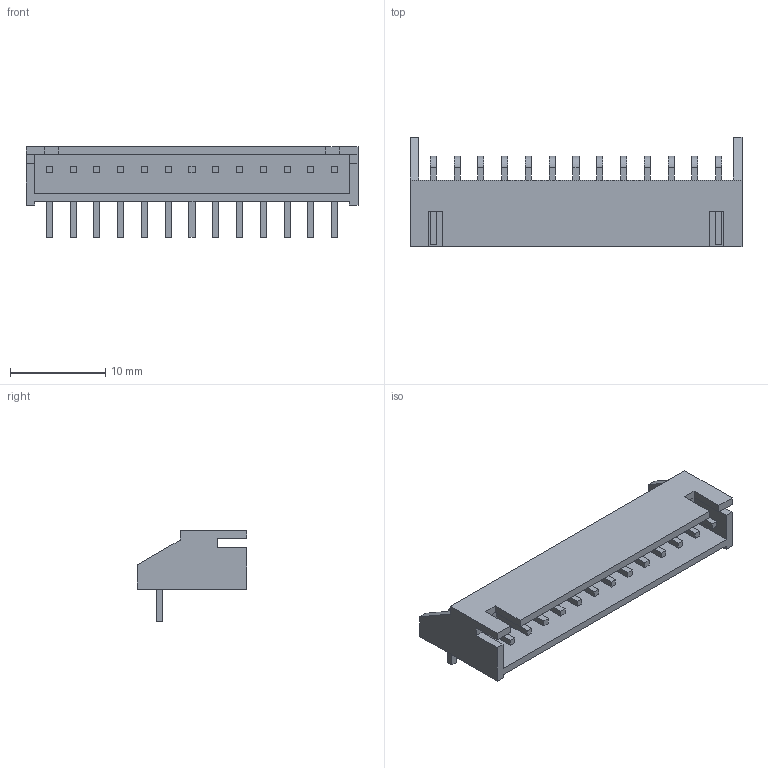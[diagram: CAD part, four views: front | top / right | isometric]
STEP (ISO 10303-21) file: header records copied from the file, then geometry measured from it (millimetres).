
FILE_DESCRIPTION(('FreeCAD Model'),'2;1');
FILE_NAME('JST_XH_S13B-XH-A_13x2.50mm_Angled.STEP','2016-03-20T22:59:46',('Author') ,(''),'Open CASCADE STEP processor 6.8','FreeCAD','Unknown');
FILE_SCHEMA(('AUTOMOTIVE_DESIGN_CC2 { 1 2 10303 214 -1 1 5 4 }'));
Length unit declared in the file: millimetre
Products named in the file (1): S13B-XH-A
Bounding box: 34.9 x 11.5 x 9.55 mm (x, y, z)
Volume: 858.9 mm3; surface area: 1853.3 mm2
Topology: 1 solids, 1 shells, 214 faces, 558 edges, 372 vertices
Faces by surface type: plane 188, cylinder 26
Entity records: 17605 total; most frequent: CARTESIAN_POINT 4913, DIRECTION 2026, LINE 1466, VECTOR 1466, ORIENTED_EDGE 1116, PCURVE 1116, DEFINITIONAL_REPRESENTATION 1116, EDGE_CURVE 558
